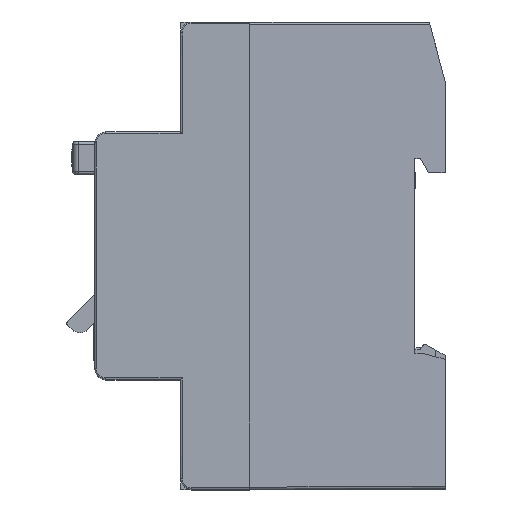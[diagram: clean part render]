
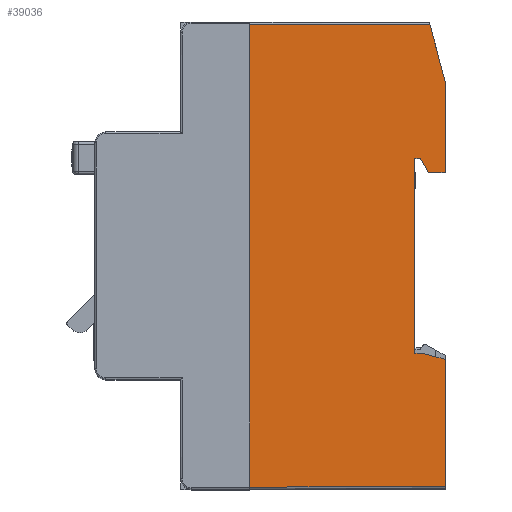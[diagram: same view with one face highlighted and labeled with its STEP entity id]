
A CAD part, top view. The second image highlights one B-rep face of the part: STEP entity #39036.
In plain terms, the highlighted planar face has unit normal (0.004, 0, 1).
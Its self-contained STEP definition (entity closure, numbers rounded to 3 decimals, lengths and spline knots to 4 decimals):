
#11705=DIRECTION('',(0.,-1.,0.));
#11706=VECTOR('',#11705,3.315);
#11707=CARTESIAN_POINT('',(-1.1811,1.6575,
1.378));
#11708=LINE('',#11707,#11706);
#11712=DIRECTION('',(1.,-0.003,-0.004));
#11713=VECTOR('',#11712,1.2891);
#11714=CARTESIAN_POINT('',(-1.1811,1.6575,
1.378));
#11715=LINE('',#11714,#11713);
#11719=CARTESIAN_POINT('',(0.108,1.653,
1.3734));
#11720=CARTESIAN_POINT('',(0.1201,1.608,
1.3734));
#11721=CARTESIAN_POINT('',(0.1442,1.518,
1.3734));
#11722=CARTESIAN_POINT('',(0.1804,1.383,
1.3732));
#11723=CARTESIAN_POINT('',(0.2045,1.293,
1.3732));
#11724=CARTESIAN_POINT('',(0.2165,1.248,
1.3732));
#11729=DIRECTION('',(-1.,0.,0.003));
#11730=VECTOR('',#11729,0.1192);
#11731=CARTESIAN_POINT('',(0.2165,0.5984,
1.3731));
#11732=LINE('',#11731,#11730);
#11736=CARTESIAN_POINT('',(0.0973,0.5984,
1.3735));
#11737=CARTESIAN_POINT('',(0.0909,0.6096,
1.3735));
#11738=CARTESIAN_POINT('',(0.0779,0.632,
1.3736));
#11739=CARTESIAN_POINT('',(0.0586,0.6655,
1.3736));
#11740=CARTESIAN_POINT('',(0.0458,0.6877,
1.3737));
#11741=CARTESIAN_POINT('',(0.0394,0.6988,
1.3737));
#11746=DIRECTION('',(-1.,0.,0.002));
#11747=VECTOR('',#11746,0.0394);
#11748=CARTESIAN_POINT('',(0.0394,0.6988,
1.3737));
#11749=LINE('',#11748,#11747);
#11753=DIRECTION('',(1.,0.,-0.002));
#11754=VECTOR('',#11753,0.0551);
#11755=CARTESIAN_POINT('',(0.,-0.6988,
1.3738));
#11756=LINE('',#11755,#11754);
#11760=CARTESIAN_POINT('',(0.0551,-0.6988,
1.3737));
#11761=CARTESIAN_POINT('',(0.0729,-0.7036,
1.3736));
#11762=CARTESIAN_POINT('',(0.1087,-0.7132,
1.3734));
#11763=CARTESIAN_POINT('',(0.1625,-0.7276,
1.3733));
#11764=CARTESIAN_POINT('',(0.1985,-0.7372,
1.3731));
#11765=CARTESIAN_POINT('',(0.2165,-0.7421,
1.3731));
#11770=DIRECTION('',(-1.,-0.003,0.003));
#11771=VECTOR('',#11770,1.3977);
#11772=CARTESIAN_POINT('',(0.2165,-1.6526,
1.3731));
#11773=LINE('',#11772,#11771);
#12333=CARTESIAN_POINT('',(0.2165,0.5984,
1.3731));
#12334=CARTESIAN_POINT('',(0.2165,0.6706,
1.3731));
#12335=CARTESIAN_POINT('',(0.2165,0.815,
1.3731));
#12336=CARTESIAN_POINT('',(0.2165,1.0315,
1.373));
#12337=CARTESIAN_POINT('',(0.2165,1.1759,
1.3732));
#12338=CARTESIAN_POINT('',(0.2165,1.248,
1.3732));
#12546=CARTESIAN_POINT('',(0.,-0.6988,
1.3738));
#12547=CARTESIAN_POINT('',(0.,-0.5435,
1.3738));
#12548=CARTESIAN_POINT('',(0.,-0.2329,
1.3738));
#12549=CARTESIAN_POINT('',(0.,0.2329,
1.3738));
#12550=CARTESIAN_POINT('',(0.,0.5435,
1.3738));
#12551=CARTESIAN_POINT('',(0.,0.6988,
1.3738));
#12742=DIRECTION('',(0.,1.,0.));
#12743=VECTOR('',#12742,0.9105);
#12744=CARTESIAN_POINT('',(0.2165,-1.6526,
1.3731));
#12745=LINE('',#12744,#12743);
#12774=CARTESIAN_POINT('',(0.2165,-1.6526,
1.3731));
#26499=VERTEX_POINT('',#12546);
#26500=VERTEX_POINT('',#12551);
#26524=VERTEX_POINT('',#12774);
#26526=CARTESIAN_POINT('',(0.2165,-0.7421,
1.3731));
#26527=VERTEX_POINT('',#26526);
#26528=VERTEX_POINT('',#11760);
#26529=VERTEX_POINT('',#11719);
#26530=VERTEX_POINT('',#11724);
#26531=VERTEX_POINT('',#12333);
#26532=CARTESIAN_POINT('',(0.0973,0.5984,
1.3735));
#26533=VERTEX_POINT('',#26532);
#26534=VERTEX_POINT('',#11741);
#28974=CARTESIAN_POINT('',(-1.1811,1.6575,
1.378));
#28975=CARTESIAN_POINT('',(-1.1811,-1.6575,
1.378));
#28976=VERTEX_POINT('',#28974);
#28977=VERTEX_POINT('',#28975);
#39006=CARTESIAN_POINT('',(0.2165,-2.0188,
1.3731));
#39007=DIRECTION('',(-0.003,0.,-1.));
#39008=DIRECTION('',(-1.,0.,0.003));
#39009=AXIS2_PLACEMENT_3D('',#39006,#39007,#39008);
#39010=PLANE('',#39009);
#39011=ORIENTED_EDGE('',*,*,#38976,.F.);
#39013=ORIENTED_EDGE('',*,*,#39012,.T.);
#39015=ORIENTED_EDGE('',*,*,#39014,.T.);
#39017=ORIENTED_EDGE('',*,*,#39016,.F.);
#39019=ORIENTED_EDGE('',*,*,#39018,.T.);
#39021=ORIENTED_EDGE('',*,*,#39020,.T.);
#39023=ORIENTED_EDGE('',*,*,#39022,.T.);
#39025=ORIENTED_EDGE('',*,*,#39024,.F.);
#39027=ORIENTED_EDGE('',*,*,#39026,.T.);
#39029=ORIENTED_EDGE('',*,*,#39028,.T.);
#39031=ORIENTED_EDGE('',*,*,#39030,.F.);
#39033=ORIENTED_EDGE('',*,*,#39032,.T.);
#39034=EDGE_LOOP('',(#39011,#39013,#39015,#39017,#39019,#39021,#39023,#39025,
#39027,#39029,#39031,#39033));
#39035=FACE_OUTER_BOUND('',#39034,.F.);
#39036=ADVANCED_FACE('',(#39035),#39010,.F.);
#11725=B_SPLINE_CURVE_WITH_KNOTS('',3,(#11719,#11720,#11721,#11722,#11723,
#11724),.UNSPECIFIED.,.F.,.F.,(4,1,1,4),(0.,0.3333,
0.6667,1.),.UNSPECIFIED.);
#11742=B_SPLINE_CURVE_WITH_KNOTS('',3,(#11736,#11737,#11738,#11739,#11740,
#11741),.UNSPECIFIED.,.F.,.F.,(4,1,1,4),(0.,0.3333,
0.6667,1.),.UNSPECIFIED.);
#11766=B_SPLINE_CURVE_WITH_KNOTS('',3,(#11760,#11761,#11762,#11763,#11764,
#11765),.UNSPECIFIED.,.F.,.F.,(4,1,1,4),(0.,0.3333,
0.6667,1.),.UNSPECIFIED.);
#12339=B_SPLINE_CURVE_WITH_KNOTS('',3,(#12333,#12334,#12335,#12336,#12337,
#12338),.UNSPECIFIED.,.F.,.F.,(4,1,1,4),(0.,0.3333,
0.6667,1.),.UNSPECIFIED.);
#12552=B_SPLINE_CURVE_WITH_KNOTS('',3,(#12546,#12547,#12548,#12549,#12550,
#12551),.UNSPECIFIED.,.F.,.F.,(4,1,1,4),(0.,0.3333,
0.6667,1.),.UNSPECIFIED.);
#38976=EDGE_CURVE('',#28976,#28977,#11708,.T.);
#39012=EDGE_CURVE('',#28976,#26529,#11715,.T.);
#39014=EDGE_CURVE('',#26529,#26530,#11725,.T.);
#39016=EDGE_CURVE('',#26531,#26530,#12339,.T.);
#39018=EDGE_CURVE('',#26531,#26533,#11732,.T.);
#39020=EDGE_CURVE('',#26533,#26534,#11742,.T.);
#39022=EDGE_CURVE('',#26534,#26500,#11749,.T.);
#39024=EDGE_CURVE('',#26499,#26500,#12552,.T.);
#39026=EDGE_CURVE('',#26499,#26528,#11756,.T.);
#39028=EDGE_CURVE('',#26528,#26527,#11766,.T.);
#39030=EDGE_CURVE('',#26524,#26527,#12745,.T.);
#39032=EDGE_CURVE('',#26524,#28977,#11773,.T.);
